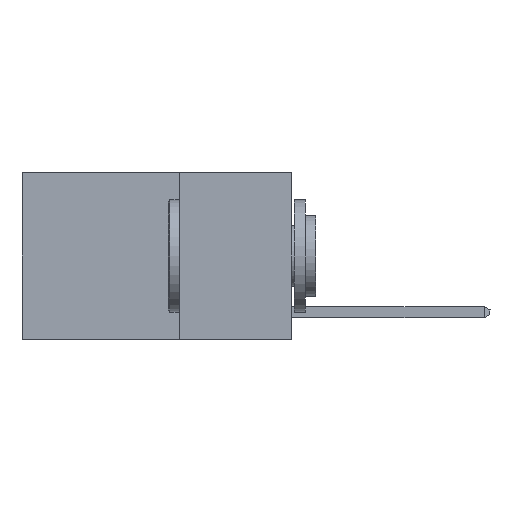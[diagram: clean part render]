
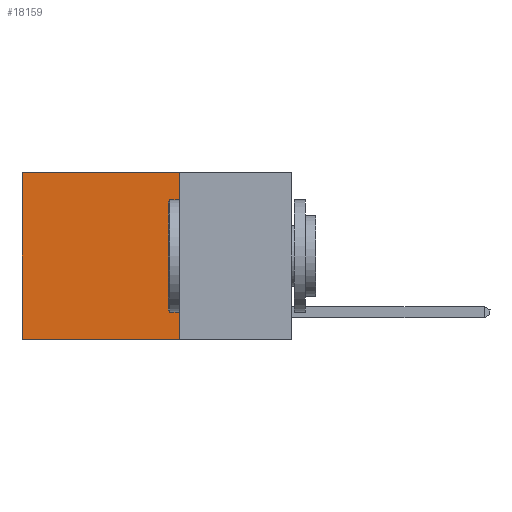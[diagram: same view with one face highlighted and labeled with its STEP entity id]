
A CAD part, left-side view. The second image highlights one B-rep face of the part: STEP entity #18159.
In plain terms, the highlighted planar face has unit normal (-1, 0, 0).
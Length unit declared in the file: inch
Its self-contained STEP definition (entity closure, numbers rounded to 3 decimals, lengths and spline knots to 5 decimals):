
#727 = VERTEX_POINT ( 'NONE', #1242 ) ;
#965 = EDGE_CURVE ( 'NONE', #9465, #727, #4101, .T. ) ;
#1242 = CARTESIAN_POINT ( 'NONE',  ( 0.2625, 0.6, -0.37 ) ) ;
#1502 = DIRECTION ( 'NONE',  ( 0., 0., -1. ) ) ;
#2132 = VECTOR ( 'NONE', #18565, 39.37008 ) ;
#2242 = CARTESIAN_POINT ( 'NONE',  ( 0.2625, 0.25, -0.37 ) ) ;
#2401 = VERTEX_POINT ( 'NONE', #3517 ) ;
#2610 = ORIENTED_EDGE ( 'NONE', *, *, #4592, .F. ) ;
#3091 = LINE ( 'NONE', #12381, #17460 ) ;
#3337 = ORIENTED_EDGE ( 'NONE', *, *, #965, .T. ) ;
#3428 = CARTESIAN_POINT ( 'NONE',  ( 0.2625, 0.25, 0. ) ) ;
#3517 = CARTESIAN_POINT ( 'NONE',  ( 0.2625, 0.25, -0.37 ) ) ;
#4101 = LINE ( 'NONE', #12445, #17317 ) ;
#4321 = ORIENTED_EDGE ( 'NONE', *, *, #7671, .T. ) ;
#4592 = EDGE_CURVE ( 'NONE', #2401, #727, #10165, .T. ) ;
#4956 = CARTESIAN_POINT ( 'NONE',  ( 0.2625, 0.25, 0. ) ) ;
#5268 = DIRECTION ( 'NONE',  ( 0., 0., -1. ) ) ;
#5347 = VECTOR ( 'NONE', #9552, 39.37008 ) ;
#6810 = ORIENTED_EDGE ( 'NONE', *, *, #14324, .F. ) ;
#7578 = FACE_OUTER_BOUND ( 'NONE', #9914, .T. ) ;
#7671 = EDGE_CURVE ( 'NONE', #21286, #9465, #21264, .T. ) ;
#9465 = VERTEX_POINT ( 'NONE', #15008 ) ;
#9552 = DIRECTION ( 'NONE',  ( 0., 1., 0. ) ) ;
#9914 = EDGE_LOOP ( 'NONE', ( #3337, #2610, #6810, #4321 ) ) ;
#10165 = LINE ( 'NONE', #2242, #5347 ) ;
#11417 = CARTESIAN_POINT ( 'NONE',  ( 0.2625, 0.25, 0. ) ) ;
#11790 = DIRECTION ( 'NONE',  ( 0., 0., -1. ) ) ;
#12381 = CARTESIAN_POINT ( 'NONE',  ( 0.2625, 0.25, 0. ) ) ;
#12445 = CARTESIAN_POINT ( 'NONE',  ( 0.2625, 0.6, 0. ) ) ;
#12784 = AXIS2_PLACEMENT_3D ( 'NONE', #3428, #16055, #5268 ) ;
#14163 = PLANE ( 'NONE',  #12784 ) ;
#14324 = EDGE_CURVE ( 'NONE', #21286, #2401, #3091, .T. ) ;
#15008 = CARTESIAN_POINT ( 'NONE',  ( 0.2625, 0.6, 0. ) ) ;
#16055 = DIRECTION ( 'NONE',  ( 1., 0., 0. ) ) ;
#17317 = VECTOR ( 'NONE', #11790, 39.37008 ) ;
#17460 = VECTOR ( 'NONE', #1502, 39.37008 ) ;
#18159 = ADVANCED_FACE ( 'NONE', ( #7578 ), #14163, .F. ) ;
#18565 = DIRECTION ( 'NONE',  ( 0., 1., 0. ) ) ;
#21264 = LINE ( 'NONE', #11417, #2132 ) ;
#21286 = VERTEX_POINT ( 'NONE', #4956 ) ;
